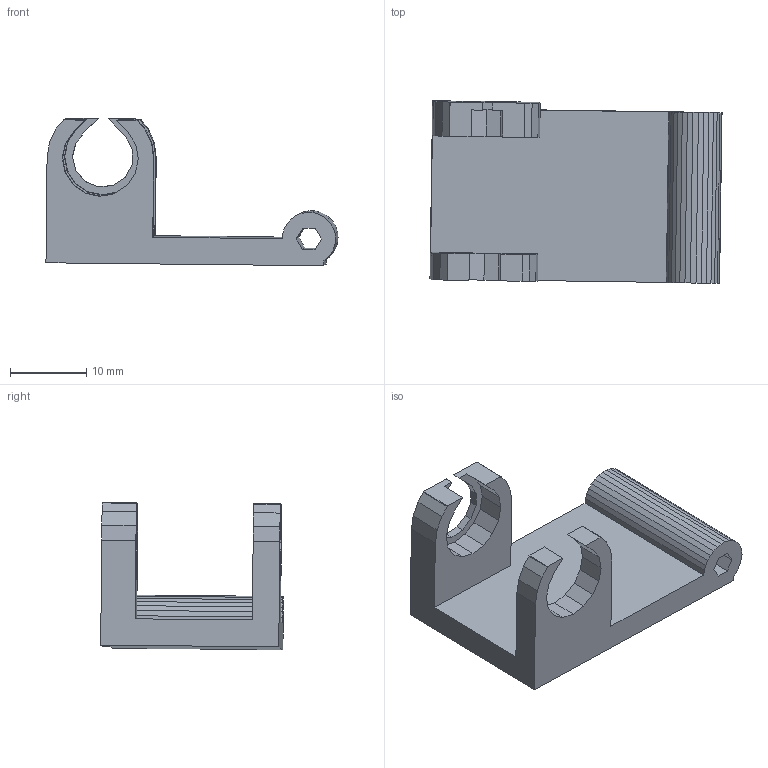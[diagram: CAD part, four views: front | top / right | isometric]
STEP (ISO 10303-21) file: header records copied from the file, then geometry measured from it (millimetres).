
FILE_DESCRIPTION(('FreeCAD Model'),'2;1');
FILE_NAME('Sstruder_v2_lever.step','2017-05-30T14:02:15',('Author'),('' ),'Open CASCADE STEP processor 6.8','FreeCAD','Unknown');
FILE_SCHEMA(('AUTOMOTIVE_DESIGN_CC2 { 1 2 10303 214 -1 1 5 4 }'));
Length unit declared in the file: millimetre
Products named in the file (2): ASSEMBLY; Solid
Assembly tree (1 placements, depth 2):
  ASSEMBLY
    Solid
Bounding box: 38.37 x 23.99 x 19.38 mm (x, y, z)
Volume: 4306.5 mm3; surface area: 3445.9 mm2
Topology: 1 solids, 1 shells, 105 faces, 309 edges, 206 vertices
Faces by surface type: plane 105
Entity records: 7483 total; most frequent: CARTESIAN_POINT 1240, DIRECTION 1141, LINE 927, VECTOR 927, ORIENTED_EDGE 618, PCURVE 618, DEFINITIONAL_REPRESENTATION 618, EDGE_CURVE 309
